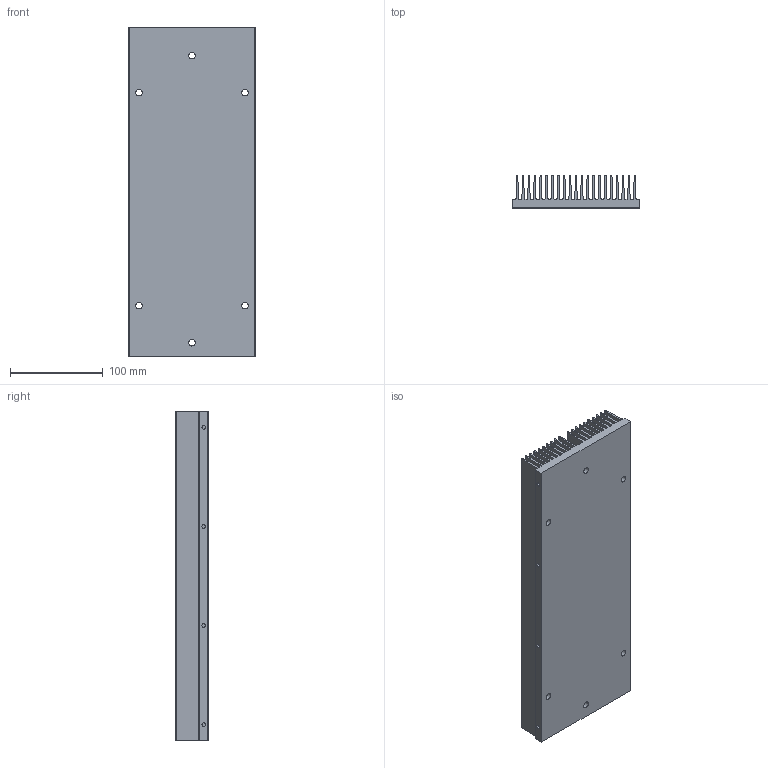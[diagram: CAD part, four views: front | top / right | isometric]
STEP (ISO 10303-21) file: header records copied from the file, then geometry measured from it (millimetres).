
FILE_DESCRIPTION (( 'STEP AP214' ), '1' );
FILE_NAME ('HEATSINK_OCNP_STP_NEW.STEP', '2018-06-24T19:32:18', ( '' ), ( '' ), 'SwSTEP 2.0', 'SolidWorks 2015', '' );
FILE_SCHEMA (( 'AUTOMOTIVE_DESIGN' ));
Length unit declared in the file: millimetre
Products named in the file (1): HEATSINK_OCNP_STP_NEW
Bounding box: 136.53 x 34.92 x 355.6 mm (x, y, z)
Volume: 833908.4 mm3; surface area: 466068.8 mm2
Topology: 1 solids, 1 shells, 225 faces, 636 edges, 424 vertices
Faces by surface type: cylinder 131, plane 94
Full cylindrical faces by diameter (mm): 4 x8, 7 x6
Entity records: 10079 total; most frequent: CARTESIAN_POINT 1936, ORIENTED_EDGE 1244, DIRECTION 1182, EDGE_CURVE 622, VERTEX_POINT 424, AXIS2_PLACEMENT_3D 416, LINE 350, VECTOR 350
